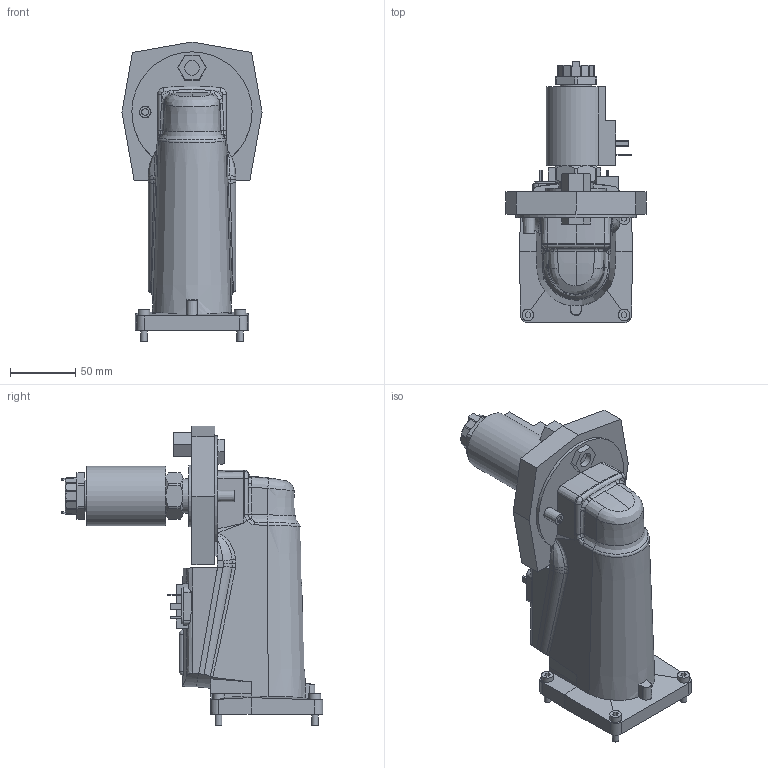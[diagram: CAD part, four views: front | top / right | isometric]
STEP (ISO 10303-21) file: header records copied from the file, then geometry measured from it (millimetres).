
FILE_DESCRIPTION(/* description */ ('Step214-Parts for PM'),/* implementation_level */ '2;1');
FILE_NAME(/* name */ 'SKP25.2....stp',/* time_stamp */ '2016-04-04T13:21:12+02:00',/* author */ ('EMC'),/* organization */ ('Siemens'),/* preprocessor_version */ 'ST-DEVELOPER v15',/* originating_system */ 'SIEMENS PLM Software NX 8.5',/* authorisation */ 'EMC/PM');
FILE_SCHEMA (('AUTOMOTIVE_DESIGN { 1 0 10303 214 3 1 1 1 }'));
Length unit declared in the file: millimetre
Products named in the file (1): Volc1A24560E3lff
Bounding box: 107.64 x 200.83 x 230.62 mm (x, y, z)
Volume: 1147158.1 mm3; surface area: 108328.1 mm2
Topology: 1 solids, 3 shells, 452 faces, 1166 edges, 759 vertices
Faces by surface type: plane 276, cylinder 60, cone 59, bspline 52, torus 3, sphere 2
Full cylindrical faces by diameter (mm): 3.4 x2, 5 x4, 7.5 x2, 9 x5, 11.445 x1, 15.5 x1, 19.1 x1, 24 x1, 26.44 x1, 47 x1
Entity records: 17600 total; most frequent: CARTESIAN_POINT 4179, ORIENTED_EDGE 2204, DIRECTION 1970, EDGE_CURVE 1102, VERTEX_POINT 740, AXIS2_PLACEMENT_3D 674, LINE 622, VECTOR 622
